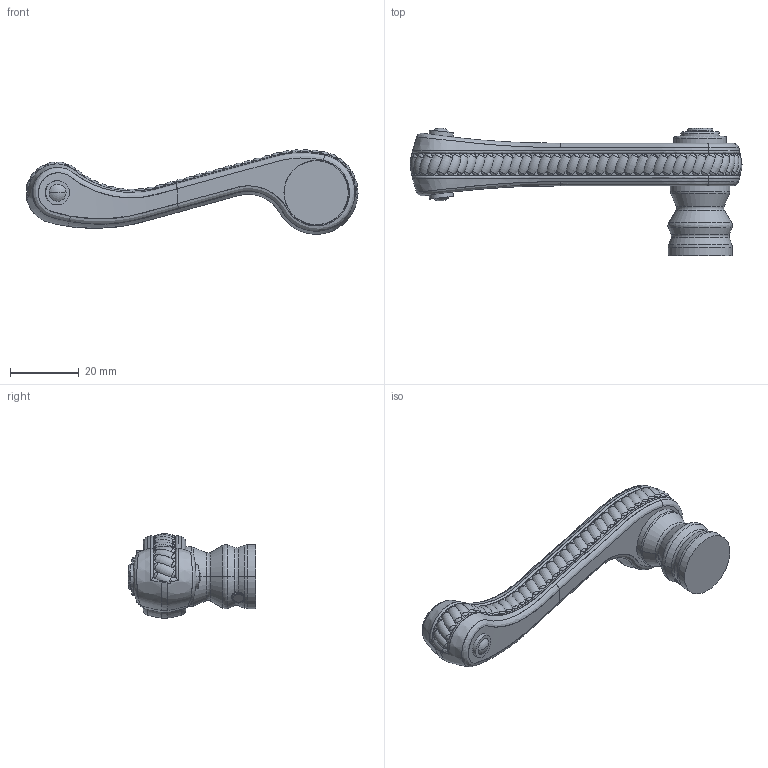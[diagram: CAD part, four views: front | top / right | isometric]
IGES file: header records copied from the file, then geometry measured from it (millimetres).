
Start section:  PTC IGES file: 2-181.igs
Global section: file name: 2-181.igs; native system: Pro/ENGINEER by Parametric Technology Corporation; preprocessor: 2009300; author: gdeepak; organization: Unknown; date: 20100713.122613; units: inch
Bounding box: 96.35 x 37.05 x 24.6 mm (x, y, z)
Surface area: 7214.5 mm2 (no closed solid volume)
Topology: 0 solids, 0 shells, 224 faces, 1182 edges, 1178 vertices
Faces by surface type: revolution 170, bspline 52, extrusion 2
